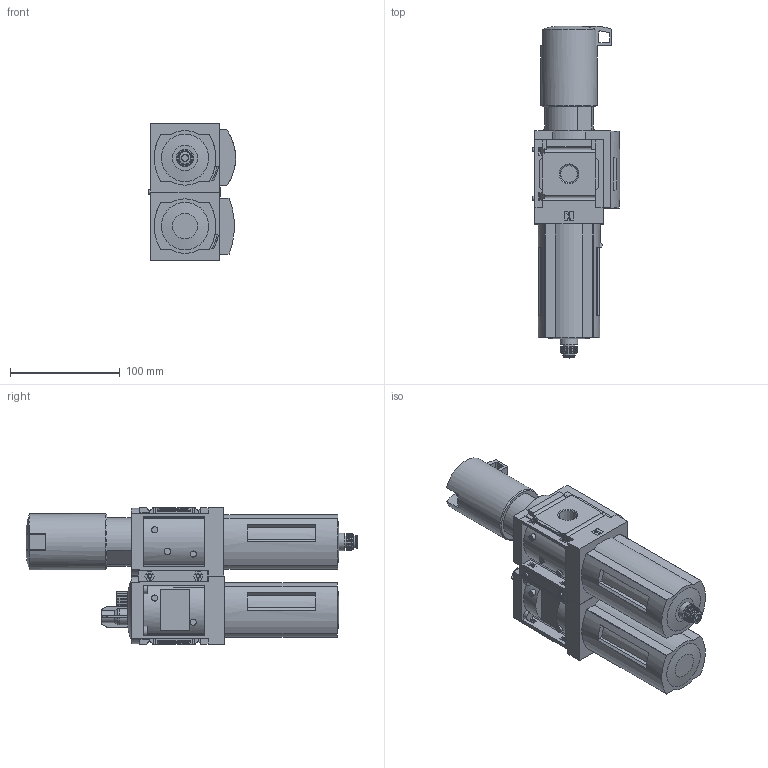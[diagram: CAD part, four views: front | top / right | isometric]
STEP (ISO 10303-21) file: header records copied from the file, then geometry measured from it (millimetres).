
FILE_DESCRIPTION(/* description */ ('STEP AP214'),/* implementation_level */ '2;1');
FILE_NAME(/* name */ '534035_MSB6N-3_8-FRC2_J6M1',/* time_stamp */ '2024-09-11T19:34:07+02:00',/* author */ ('License CC BY-ND 4.0'),/* organization */ ('CADENAS'),/* preprocessor_version */ 'ST-DEVELOPER v19.3',/* originating_system */ 'PARTsolutions',/* authorisation */ ' ');
FILE_SCHEMA (('AUTOMOTIVE_DESIGN {1 0 10303 214 3 1 1}'));
Length unit declared in the file: millimetre
Products named in the file (6): 534035 MSB6N-3/8-FRC2:J6M1; 527667 MS6N-LFR-3/8-D6-E-R-V-AS 1D; KOND MS6-1-3; 527675 MS6N-LOE-3/8-R1D; 5206604 MS6-MV-B---(0_p); 8134994 MS6-MV-B---(0_p)
Assembly tree (5 placements, depth 2):
  534035 MSB6N-3/8-FRC2:J6M1
    527667 MS6N-LFR-3/8-D6-E-R-V-AS 1D
    KOND MS6-1-3
    527675 MS6N-LOE-3/8-R1D
    5206604 MS6-MV-B---(0_p)
    8134994 MS6-MV-B---(0_p)
Bounding box: 79.3 x 301.86 x 124 mm (x, y, z)
Volume: 1330796 mm3; surface area: 142409.1 mm2
Topology: 5 solids, 5 shells, 740 faces, 2011 edges, 1325 vertices
Faces by surface type: plane 465, cylinder 195, torus 41, cone 37, sphere 2
Full cylindrical faces by diameter (mm): 3.242 x2, 3.4 x2, 4 x2, 4.5 x2, 4.6 x2, 5.5 x4, 6 x1, 7.6 x2, 7.8 x2, 11 x1, 11.4 x1, 11.6 x1, 11.8 x1, 15.8 x1, 51 x1
Entity records: 28403 total; most frequent: CARTESIAN_POINT 4561, ORIENTED_EDGE 3860, DIRECTION 3749, EDGE_CURVE 1930, VERTEX_POINT 1313, LINE 1289, VECTOR 1289, AXIS2_PLACEMENT_3D 1230
